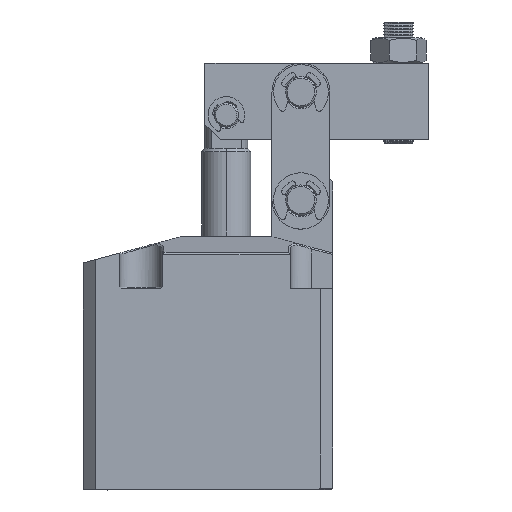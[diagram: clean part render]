
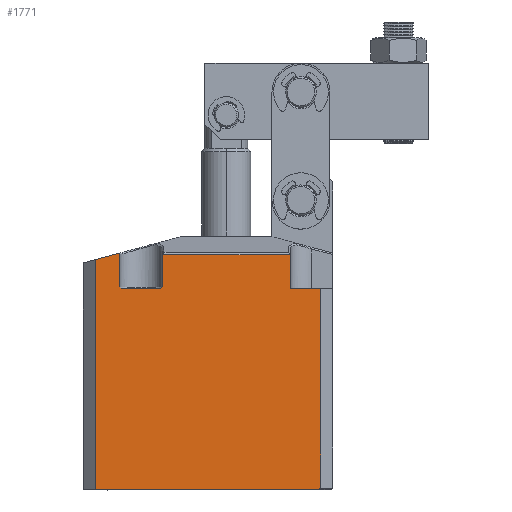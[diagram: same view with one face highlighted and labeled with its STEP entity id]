
A CAD part, top view. The second image highlights one B-rep face of the part: STEP entity #1771.
In plain terms, the highlighted planar face has unit normal (0, 0, 1).
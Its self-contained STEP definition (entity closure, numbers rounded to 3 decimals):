
#304 = DIRECTION ( 'NONE',  ( 0., 1., 0. ) ) ;
#975 = VECTOR ( 'NONE', #5119, 1000. ) ;
#1124 = DIRECTION ( 'NONE',  ( -1., 0., 0. ) ) ;
#1244 = CARTESIAN_POINT ( 'NONE',  ( 420.316, 181.052, 35. ) ) ;
#1246 = VERTEX_POINT ( 'NONE', #1244 ) ;
#1407 = ORIENTED_EDGE ( 'NONE', *, *, #12383, .T. ) ;
#1687 = LINE ( 'NONE', #14188, #12349 ) ;
#1771 = ADVANCED_FACE ( 'NONE', ( #11240 ), #3255, .T. ) ;
#1988 = VECTOR ( 'NONE', #10807, 1000. ) ;
#2089 = EDGE_CURVE ( 'NONE', #7759, #15392, #14985, .T. ) ;
#2122 = EDGE_CURVE ( 'NONE', #5047, #10668, #16890, .T. ) ;
#2596 = DIRECTION ( 'NONE',  ( 1., 0., 0. ) ) ;
#2699 = LINE ( 'NONE', #6048, #5836 ) ;
#2792 = EDGE_CURVE ( 'NONE', #7057, #8879, #8488, .T. ) ;
#2814 = CARTESIAN_POINT ( 'NONE',  ( 420.316, 181.052, 35. ) ) ;
#2835 = DIRECTION ( 'NONE',  ( -0.707, 0.707, 0. ) ) ;
#2916 = CARTESIAN_POINT ( 'NONE',  ( 421.21, 169.516, 35. ) ) ;
#3054 = ORIENTED_EDGE ( 'NONE', *, *, #15511, .T. ) ;
#3110 = ORIENTED_EDGE ( 'NONE', *, *, #5976, .T. ) ;
#3161 = EDGE_CURVE ( 'NONE', #7870, #13491, #8659, .T. ) ;
#3225 = VECTOR ( 'NONE', #12870, 1000. ) ;
#3255 = PLANE ( 'NONE',  #13104 ) ;
#3499 = CARTESIAN_POINT ( 'NONE',  ( 420.71, 103.516, 35. ) ) ;
#3544 = ORIENTED_EDGE ( 'NONE', *, *, #6746, .F. ) ;
#3762 = CARTESIAN_POINT ( 'NONE',  ( 486.71, 103.516, 35. ) ) ;
#3807 = CARTESIAN_POINT ( 'NONE',  ( 420.71, 180.657, 35. ) ) ;
#4000 = ORIENTED_EDGE ( 'NONE', *, *, #2792, .T. ) ;
#4167 = VERTEX_POINT ( 'NONE', #2916 ) ;
#4232 = CARTESIAN_POINT ( 'NONE',  ( 476.71, 180.64, 35. ) ) ;
#4409 = CARTESIAN_POINT ( 'NONE',  ( 486.71, 169.516, 35. ) ) ;
#4512 = VECTOR ( 'NONE', #13471, 1000. ) ;
#4596 = DIRECTION ( 'NONE',  ( 1., 0., 0. ) ) ;
#4776 = ORIENTED_EDGE ( 'NONE', *, *, #10107, .T. ) ;
#4797 = DIRECTION ( 'NONE',  ( -1., 0., 0. ) ) ;
#4832 = DIRECTION ( 'NONE',  ( 0.707, -0.707, 0. ) ) ;
#5039 = LINE ( 'NONE', #7773, #11737 ) ;
#5047 = VERTEX_POINT ( 'NONE', #9611 ) ;
#5119 = DIRECTION ( 'NONE',  ( 0., 1., 0. ) ) ;
#5144 = VERTEX_POINT ( 'NONE', #14516 ) ;
#5164 = EDGE_CURVE ( 'NONE', #15392, #10230, #8419, .T. ) ;
#5304 = CARTESIAN_POINT ( 'NONE',  ( 475.29, 182.11, 35. ) ) ;
#5463 = CARTESIAN_POINT ( 'NONE',  ( 434.71, 180.525, 35. ) ) ;
#5536 = ORIENTED_EDGE ( 'NONE', *, *, #16608, .T. ) ;
#5697 = ORIENTED_EDGE ( 'NONE', *, *, #11671, .T. ) ;
#5836 = VECTOR ( 'NONE', #15339, 1000. ) ;
#5934 = VERTEX_POINT ( 'NONE', #10308 ) ;
#5976 = EDGE_CURVE ( 'NONE', #5996, #7057, #5039, .T. ) ;
#5996 = VERTEX_POINT ( 'NONE', #6478 ) ;
#6048 = CARTESIAN_POINT ( 'NONE',  ( 434.71, 103.516, 35. ) ) ;
#6451 = CARTESIAN_POINT ( 'NONE',  ( 412.71, 169.516, 35. ) ) ;
#6478 = CARTESIAN_POINT ( 'NONE',  ( 476.693, 180.657, 35. ) ) ;
#6482 = LINE ( 'NONE', #12193, #16735 ) ;
#6592 = CARTESIAN_POINT ( 'NONE',  ( 412.71, 103.516, 35. ) ) ;
#6721 = VECTOR ( 'NONE', #17293, 1000. ) ;
#6746 = EDGE_CURVE ( 'NONE', #1246, #13491, #1687, .T. ) ;
#7057 = VERTEX_POINT ( 'NONE', #7182 ) ;
#7182 = CARTESIAN_POINT ( 'NONE',  ( 434.827, 180.657, 35. ) ) ;
#7190 = LINE ( 'NONE', #12820, #14291 ) ;
#7241 = ORIENTED_EDGE ( 'NONE', *, *, #15742, .T. ) ;
#7370 = DIRECTION ( 'NONE',  ( -0.816, -0.577, 0. ) ) ;
#7759 = VERTEX_POINT ( 'NONE', #14952 ) ;
#7773 = CARTESIAN_POINT ( 'NONE',  ( 412.71, 180.657, 35. ) ) ;
#7870 = VERTEX_POINT ( 'NONE', #15192 ) ;
#8086 = LINE ( 'NONE', #6451, #11647 ) ;
#8419 = LINE ( 'NONE', #17283, #14487 ) ;
#8421 = EDGE_CURVE ( 'NONE', #10668, #5996, #15028, .T. ) ;
#8488 = LINE ( 'NONE', #5463, #4512 ) ;
#8496 = ORIENTED_EDGE ( 'NONE', *, *, #3161, .T. ) ;
#8562 = CARTESIAN_POINT ( 'NONE',  ( 434.71, 170.016, 35. ) ) ;
#8659 = LINE ( 'NONE', #3499, #3225 ) ;
#8876 = LINE ( 'NONE', #14031, #15148 ) ;
#8879 = VERTEX_POINT ( 'NONE', #9419 ) ;
#9388 = VECTOR ( 'NONE', #9564, 1000. ) ;
#9419 = CARTESIAN_POINT ( 'NONE',  ( 434.71, 180.525, 35. ) ) ;
#9564 = DIRECTION ( 'NONE',  ( -0.707, -0.707, 0. ) ) ;
#9611 = CARTESIAN_POINT ( 'NONE',  ( 476.71, 169.516, 35. ) ) ;
#9838 = ORIENTED_EDGE ( 'NONE', *, *, #13311, .T. ) ;
#10107 = EDGE_CURVE ( 'NONE', #11409, #5144, #16507, .T. ) ;
#10230 = VERTEX_POINT ( 'NONE', #15239 ) ;
#10308 = CARTESIAN_POINT ( 'NONE',  ( 486.71, 104.016, 35. ) ) ;
#10663 = CARTESIAN_POINT ( 'NONE',  ( 412.71, 103.516, 35. ) ) ;
#10668 = VERTEX_POINT ( 'NONE', #4232 ) ;
#10807 = DIRECTION ( 'NONE',  ( -0.966, -0.259, 0. ) ) ;
#10865 = ORIENTED_EDGE ( 'NONE', *, *, #5164, .T. ) ;
#11048 = VECTOR ( 'NONE', #13313, 1000. ) ;
#11240 = FACE_OUTER_BOUND ( 'NONE', #15624, .T. ) ;
#11409 = VERTEX_POINT ( 'NONE', #8562 ) ;
#11647 = VECTOR ( 'NONE', #14454, 1000. ) ;
#11671 = EDGE_CURVE ( 'NONE', #5144, #4167, #8086, .T. ) ;
#11737 = VECTOR ( 'NONE', #1124, 1000. ) ;
#12008 = VERTEX_POINT ( 'NONE', #4409 ) ;
#12193 = CARTESIAN_POINT ( 'NONE',  ( 420.71, 170.016, 35. ) ) ;
#12229 = CARTESIAN_POINT ( 'NONE',  ( 476.71, 103.516, 35. ) ) ;
#12349 = VECTOR ( 'NONE', #4832, 1000. ) ;
#12383 = EDGE_CURVE ( 'NONE', #1246, #7759, #14332, .T. ) ;
#12451 = LINE ( 'NONE', #3762, #975 ) ;
#12556 = CARTESIAN_POINT ( 'NONE',  ( 412.71, 103.516, 35. ) ) ;
#12612 = DIRECTION ( 'NONE',  ( 0., 0., 1. ) ) ;
#12820 = CARTESIAN_POINT ( 'NONE',  ( 412.71, 169.516, 35. ) ) ;
#12870 = DIRECTION ( 'NONE',  ( 0., 1., 0. ) ) ;
#13104 = AXIS2_PLACEMENT_3D ( 'NONE', #12556, #12612, #4596 ) ;
#13174 = ORIENTED_EDGE ( 'NONE', *, *, #2089, .T. ) ;
#13311 = EDGE_CURVE ( 'NONE', #12008, #5047, #7190, .T. ) ;
#13313 = DIRECTION ( 'NONE',  ( -0.695, 0.719, 0. ) ) ;
#13328 = VECTOR ( 'NONE', #304, 1000. ) ;
#13471 = DIRECTION ( 'NONE',  ( -0.662, -0.75, 0. ) ) ;
#13491 = VERTEX_POINT ( 'NONE', #3807 ) ;
#14031 = CARTESIAN_POINT ( 'NONE',  ( 486.062, 103.559, 35. ) ) ;
#14188 = CARTESIAN_POINT ( 'NONE',  ( 420.71, 180.657, 35. ) ) ;
#14291 = VECTOR ( 'NONE', #4797, 1000. ) ;
#14332 = LINE ( 'NONE', #2814, #1988 ) ;
#14454 = DIRECTION ( 'NONE',  ( -1., 0., 0. ) ) ;
#14487 = VECTOR ( 'NONE', #2596, 1000. ) ;
#14495 = ORIENTED_EDGE ( 'NONE', *, *, #8421, .T. ) ;
#14516 = CARTESIAN_POINT ( 'NONE',  ( 434.21, 169.516, 35. ) ) ;
#14529 = ORIENTED_EDGE ( 'NONE', *, *, #2122, .T. ) ;
#14942 = CARTESIAN_POINT ( 'NONE',  ( 434.21, 169.516, 35. ) ) ;
#14952 = CARTESIAN_POINT ( 'NONE',  ( 412.71, 179.014, 35. ) ) ;
#14985 = LINE ( 'NONE', #6592, #6721 ) ;
#15028 = LINE ( 'NONE', #5304, #11048 ) ;
#15148 = VECTOR ( 'NONE', #7370, 1000. ) ;
#15192 = CARTESIAN_POINT ( 'NONE',  ( 420.71, 170.016, 35. ) ) ;
#15239 = CARTESIAN_POINT ( 'NONE',  ( 486.003, 103.516, 35. ) ) ;
#15339 = DIRECTION ( 'NONE',  ( 0., -1., 0. ) ) ;
#15392 = VERTEX_POINT ( 'NONE', #10663 ) ;
#15511 = EDGE_CURVE ( 'NONE', #4167, #7870, #6482, .T. ) ;
#15624 = EDGE_LOOP ( 'NONE', ( #7241, #4776, #5697, #3054, #8496, #3544, #1407, #13174, #10865, #16055, #5536, #9838, #14529, #14495, #3110, #4000 ) ) ;
#15742 = EDGE_CURVE ( 'NONE', #8879, #11409, #2699, .T. ) ;
#16055 = ORIENTED_EDGE ( 'NONE', *, *, #17101, .F. ) ;
#16507 = LINE ( 'NONE', #14942, #9388 ) ;
#16608 = EDGE_CURVE ( 'NONE', #5934, #12008, #12451, .T. ) ;
#16735 = VECTOR ( 'NONE', #2835, 1000. ) ;
#16890 = LINE ( 'NONE', #12229, #13328 ) ;
#17101 = EDGE_CURVE ( 'NONE', #5934, #10230, #8876, .T. ) ;
#17283 = CARTESIAN_POINT ( 'NONE',  ( 412.71, 103.516, 35. ) ) ;
#17293 = DIRECTION ( 'NONE',  ( 0., -1., 0. ) ) ;
